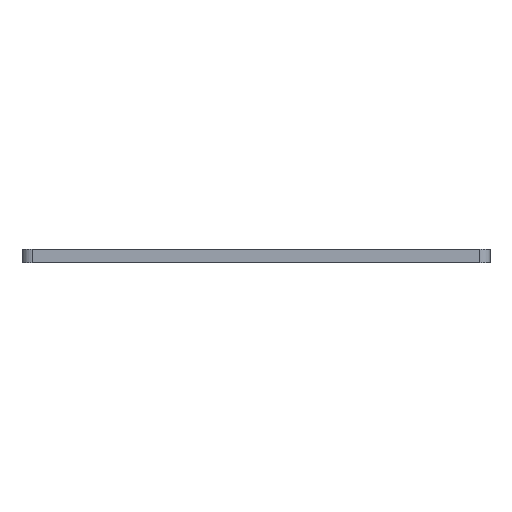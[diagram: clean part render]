
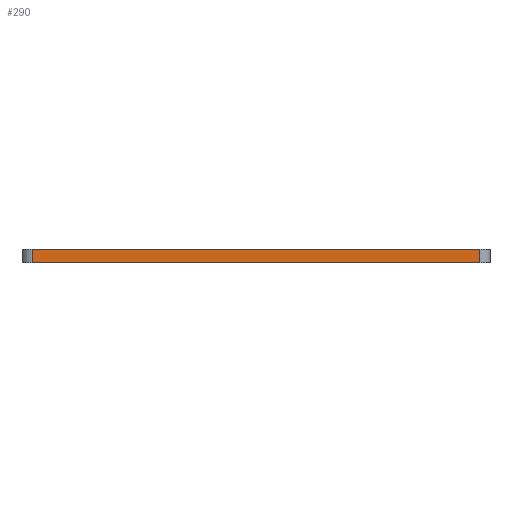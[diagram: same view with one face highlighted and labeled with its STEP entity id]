
A CAD part, front view. The second image highlights one B-rep face of the part: STEP entity #290.
In plain terms, the highlighted planar face has unit normal (0, -1, 0).
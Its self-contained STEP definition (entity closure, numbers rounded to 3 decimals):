
#31 = VECTOR ( 'NONE', #1207, 1000. ) ;
#50 = EDGE_CURVE ( 'NONE', #271, #970, #910, .T. ) ;
#53 = ORIENTED_EDGE ( 'NONE', *, *, #73, .F. ) ;
#73 = EDGE_CURVE ( 'NONE', #1312, #1007, #123, .T. ) ;
#103 = CARTESIAN_POINT ( 'NONE',  ( 214.127, -163.576, 2. ) ) ;
#123 = LINE ( 'NONE', #103, #1361 ) ;
#231 = CARTESIAN_POINT ( 'NONE',  ( 214.127, -163.576, 0. ) ) ;
#271 = VERTEX_POINT ( 'NONE', #1562 ) ;
#290 = ADVANCED_FACE ( 'NONE', ( #1397 ), #788, .T. ) ;
#295 = CARTESIAN_POINT ( 'NONE',  ( 0., -163.576, 0. ) ) ;
#533 = ORIENTED_EDGE ( 'NONE', *, *, #857, .T. ) ;
#608 = DIRECTION ( 'NONE',  ( -1., 0., 0. ) ) ;
#776 = LINE ( 'NONE', #295, #1521 ) ;
#788 = PLANE ( 'NONE',  #1912 ) ;
#846 = EDGE_CURVE ( 'NONE', #1007, #970, #776, .T. ) ;
#857 = EDGE_CURVE ( 'NONE', #1312, #271, #1540, .T. ) ;
#879 = CARTESIAN_POINT ( 'NONE',  ( 149.093, -163.576, 2. ) ) ;
#910 = LINE ( 'NONE', #879, #31 ) ;
#970 = VERTEX_POINT ( 'NONE', #995 ) ;
#995 = CARTESIAN_POINT ( 'NONE',  ( 149.093, -163.576, 0. ) ) ;
#1007 = VERTEX_POINT ( 'NONE', #231 ) ;
#1008 = VECTOR ( 'NONE', #608, 1000. ) ;
#1207 = DIRECTION ( 'NONE',  ( 0., 0., -1. ) ) ;
#1225 = DIRECTION ( 'NONE',  ( 0., 0., -1. ) ) ;
#1245 = DIRECTION ( 'NONE',  ( 0., 0., -1. ) ) ;
#1299 = EDGE_LOOP ( 'NONE', ( #1544, #53, #533, #1661 ) ) ;
#1312 = VERTEX_POINT ( 'NONE', #1725 ) ;
#1361 = VECTOR ( 'NONE', #1225, 1000. ) ;
#1396 = CARTESIAN_POINT ( 'NONE',  ( 0., -163.576, 2. ) ) ;
#1397 = FACE_OUTER_BOUND ( 'NONE', #1299, .T. ) ;
#1418 = DIRECTION ( 'NONE',  ( -1., 0., 0. ) ) ;
#1521 = VECTOR ( 'NONE', #1418, 1000. ) ;
#1540 = LINE ( 'NONE', #1396, #1008 ) ;
#1544 = ORIENTED_EDGE ( 'NONE', *, *, #846, .F. ) ;
#1562 = CARTESIAN_POINT ( 'NONE',  ( 149.093, -163.576, 2. ) ) ;
#1586 = CARTESIAN_POINT ( 'NONE',  ( 0., -163.576, 2. ) ) ;
#1661 = ORIENTED_EDGE ( 'NONE', *, *, #50, .T. ) ;
#1718 = DIRECTION ( 'NONE',  ( 0., -1., 0. ) ) ;
#1725 = CARTESIAN_POINT ( 'NONE',  ( 214.127, -163.576, 2. ) ) ;
#1912 = AXIS2_PLACEMENT_3D ( 'NONE', #1586, #1718, #1245 ) ;
